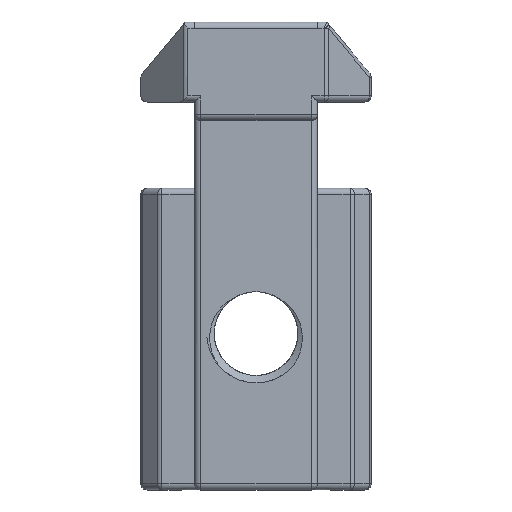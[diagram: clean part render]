
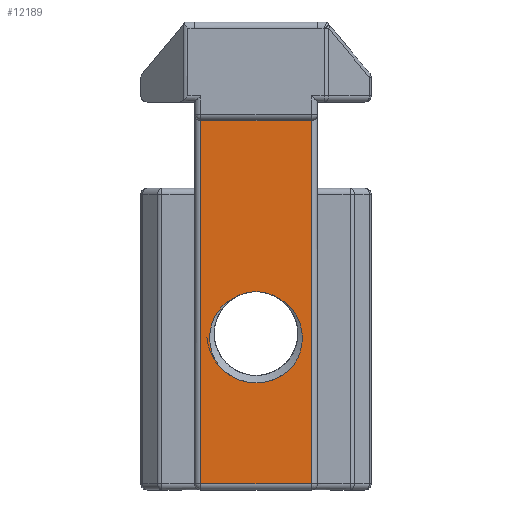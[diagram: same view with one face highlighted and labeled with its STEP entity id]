
A CAD part, front view. The second image highlights one B-rep face of the part: STEP entity #12189.
In plain terms, the highlighted planar face has unit normal (0, -1, 0).
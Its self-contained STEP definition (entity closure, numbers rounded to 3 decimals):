
#99 = CARTESIAN_POINT ( 'NONE',  ( 3.556, 0., -16.391 ) ) ;
#374 = EDGE_CURVE ( 'NONE', #8008, #1707, #10011, .T. ) ;
#700 = CARTESIAN_POINT ( 'NONE',  ( -3.336, 0., -15.898 ) ) ;
#807 = ORIENTED_EDGE ( 'NONE', *, *, #8913, .T. ) ;
#990 = EDGE_CURVE ( 'NONE', #6966, #8783, #8477, .T. ) ;
#1301 = CARTESIAN_POINT ( 'NONE',  ( 1.814, 0., -14.424 ) ) ;
#1392 = ORIENTED_EDGE ( 'NONE', *, *, #374, .T. ) ;
#1406 = CARTESIAN_POINT ( 'NONE',  ( 3.746, 0., -17.172 ) ) ;
#1527 = CARTESIAN_POINT ( 'NONE',  ( -4.5, 0., -29.5 ) ) ;
#1535 = VERTEX_POINT ( 'NONE', #5044 ) ;
#1707 = VERTEX_POINT ( 'NONE', #1879 ) ;
#1874 = CARTESIAN_POINT ( 'NONE',  ( -4.5, 0., 0. ) ) ;
#1879 = CARTESIAN_POINT ( 'NONE',  ( 4.5, 0., 0. ) ) ;
#1919 = CARTESIAN_POINT ( 'NONE',  ( -2.88, 0., -15.235 ) ) ;
#2121 = ORIENTED_EDGE ( 'NONE', *, *, #10685, .T. ) ;
#2408 = AXIS2_PLACEMENT_3D ( 'NONE', #1874, #12008, #6909 ) ;
#2480 = CARTESIAN_POINT ( 'NONE',  ( 3.758, 0., -17.979 ) ) ;
#2504 = DIRECTION ( 'NONE',  ( -1., 0., 0. ) ) ;
#2586 = ORIENTED_EDGE ( 'NONE', *, *, #990, .T. ) ;
#2732 = CARTESIAN_POINT ( 'NONE',  ( -3.283, 0., -19.515 ) ) ;
#2954 = CARTESIAN_POINT ( 'NONE',  ( -2.285, 0., -14.693 ) ) ;
#3070 = ORIENTED_EDGE ( 'NONE', *, *, #11164, .T. ) ;
#3475 = CARTESIAN_POINT ( 'NONE',  ( 3.599, 0., -18.772 ) ) ;
#3638 = CARTESIAN_POINT ( 'NONE',  ( 0., 0., -17.3 ) ) ;
#3683 = EDGE_CURVE ( 'NONE', #4222, #8961, #5969, .T. ) ;
#3743 = CARTESIAN_POINT ( 'NONE',  ( -3.599, 0., -18.77 ) ) ;
#3952 = CARTESIAN_POINT ( 'NONE',  ( -1.818, 0., -14.427 ) ) ;
#4146 = CIRCLE ( 'NONE', #6893, 3.4 ) ;
#4222 = VERTEX_POINT ( 'NONE', #6580 ) ;
#4268 = VERTEX_POINT ( 'NONE', #9910 ) ;
#4273 = CARTESIAN_POINT ( 'NONE',  ( -4.5, 0., -14.75 ) ) ;
#4323 = ORIENTED_EDGE ( 'NONE', *, *, #7096, .T. ) ;
#4454 = CARTESIAN_POINT ( 'NONE',  ( 2.281, 0., -14.69 ) ) ;
#4486 = VECTOR ( 'NONE', #2504, 1000. ) ;
#4509 = CARTESIAN_POINT ( 'NONE',  ( 3.285, 0., -19.512 ) ) ;
#4637 = ORIENTED_EDGE ( 'NONE', *, *, #6244, .T. ) ;
#4684 = DIRECTION ( 'NONE',  ( 0., 0., 1. ) ) ;
#4694 = DIRECTION ( 'NONE',  ( 0., 1., 0. ) ) ;
#4746 = CARTESIAN_POINT ( 'NONE',  ( -3.146, 0., -19.746 ) ) ;
#4955 = CARTESIAN_POINT ( 'NONE',  ( -3.758, 0., -17.983 ) ) ;
#5013 = ORIENTED_EDGE ( 'NONE', *, *, #9949, .T. ) ;
#5044 = CARTESIAN_POINT ( 'NONE',  ( -1.818, 0., -14.427 ) ) ;
#5092 = VECTOR ( 'NONE', #7331, 1000. ) ;
#5250 = VERTEX_POINT ( 'NONE', #1527 ) ;
#5410 = B_SPLINE_CURVE_WITH_KNOTS ( 'NONE', 3,
 ( #8503, #4746, #2732, #9461, #3743, #10296, #4955, #11224, #5946, #12006, #6907, #700, #7833, #1919, #8752, #2954, #9657, #3952 ),
 .UNSPECIFIED., .F., .F.,
 ( 4, 2, 2, 2, 2, 2, 2, 2, 4 ),
 ( 0., 0.001, 0.002, 0.002, 0.003, 0.004, 0.005, 0.006, 0.006 ),
 .UNSPECIFIED. ) ;
#5485 = CARTESIAN_POINT ( 'NONE',  ( 2.879, 0., -15.234 ) ) ;
#5532 = CARTESIAN_POINT ( 'NONE',  ( 2.984, 0., -19.964 ) ) ;
#5547 = FACE_OUTER_BOUND ( 'NONE', #9097, .T. ) ;
#5854 = CARTESIAN_POINT ( 'NONE',  ( 0., 0., 0. ) ) ;
#5946 = CARTESIAN_POINT ( 'NONE',  ( -3.746, 0., -17.173 ) ) ;
#5948 = PLANE ( 'NONE',  #2408 ) ;
#5969 = CIRCLE ( 'NONE', #11436, 3.4 ) ;
#6035 = ORIENTED_EDGE ( 'NONE', *, *, #3683, .T. ) ;
#6244 = EDGE_CURVE ( 'NONE', #1707, #4268, #10583, .T. ) ;
#6310 = DIRECTION ( 'NONE',  ( 0., 0., -1. ) ) ;
#6460 = CARTESIAN_POINT ( 'NONE',  ( 3.336, 0., -15.899 ) ) ;
#6481 = CARTESIAN_POINT ( 'NONE',  ( 0., 0., -29.5 ) ) ;
#6580 = CARTESIAN_POINT ( 'NONE',  ( 0., 0., -13.9 ) ) ;
#6646 = B_SPLINE_CURVE_WITH_KNOTS ( 'NONE', 3,
 ( #1301, #10824, #4454, #10852, #5485, #11662, #6460, #99, #7415, #1406, #8313, #2480, #9249, #3475, #10092, #4509, #10879, #5532 ),
 .UNSPECIFIED., .F., .F.,
 ( 4, 2, 2, 2, 2, 2, 2, 2, 4 ),
 ( 0., 0.001, 0.002, 0.002, 0.003, 0.004, 0.005, 0.006, 0.006 ),
 .UNSPECIFIED. ) ;
#6812 = DIRECTION ( 'NONE',  ( -1., 0., 0. ) ) ;
#6893 = AXIS2_PLACEMENT_3D ( 'NONE', #3638, #10219, #4684 ) ;
#6907 = CARTESIAN_POINT ( 'NONE',  ( -3.556, 0., -16.391 ) ) ;
#6909 = DIRECTION ( 'NONE',  ( 0., 0., -1. ) ) ;
#6966 = VERTEX_POINT ( 'NONE', #10616 ) ;
#7001 = CARTESIAN_POINT ( 'NONE',  ( 2.984, 0., -19.964 ) ) ;
#7096 = EDGE_CURVE ( 'NONE', #8961, #10006, #6646, .T. ) ;
#7331 = DIRECTION ( 'NONE',  ( 0., 0., 1. ) ) ;
#7393 = CARTESIAN_POINT ( 'NONE',  ( -2.984, 0., -19.964 ) ) ;
#7415 = CARTESIAN_POINT ( 'NONE',  ( 3.638, 0., -16.646 ) ) ;
#7655 = CARTESIAN_POINT ( 'NONE',  ( 4.5, 0., -14.75 ) ) ;
#7681 = CARTESIAN_POINT ( 'NONE',  ( 0., 0., -17.3 ) ) ;
#7833 = CARTESIAN_POINT ( 'NONE',  ( -3.201, 0., -15.667 ) ) ;
#8008 = VERTEX_POINT ( 'NONE', #12255 ) ;
#8282 = VECTOR ( 'NONE', #6812, 1000. ) ;
#8313 = CARTESIAN_POINT ( 'NONE',  ( 3.77, 0., -17.444 ) ) ;
#8477 = CIRCLE ( 'NONE', #12054, 4. ) ;
#8503 = CARTESIAN_POINT ( 'NONE',  ( -2.984, 0., -19.964 ) ) ;
#8599 = DIRECTION ( 'NONE',  ( 0., 0., 1. ) ) ;
#8608 = AXIS2_PLACEMENT_3D ( 'NONE', #10225, #4694, #11007 ) ;
#8610 = DIRECTION ( 'NONE',  ( 0., 1., 0. ) ) ;
#8752 = CARTESIAN_POINT ( 'NONE',  ( -2.693, 0., -15.036 ) ) ;
#8783 = VERTEX_POINT ( 'NONE', #7393 ) ;
#8845 = EDGE_CURVE ( 'NONE', #8008, #5250, #11415, .T. ) ;
#8913 = EDGE_CURVE ( 'NONE', #1535, #4222, #4146, .T. ) ;
#8961 = VERTEX_POINT ( 'NONE', #11863 ) ;
#9097 = EDGE_LOOP ( 'NONE', ( #1392, #4637, #2121, #11344 ) ) ;
#9237 = EDGE_LOOP ( 'NONE', ( #5013, #807, #6035, #4323, #3070, #2586 ) ) ;
#9249 = CARTESIAN_POINT ( 'NONE',  ( 3.723, 0., -18.247 ) ) ;
#9461 = CARTESIAN_POINT ( 'NONE',  ( -3.51, 0., -19.028 ) ) ;
#9657 = CARTESIAN_POINT ( 'NONE',  ( -2.061, 0., -14.547 ) ) ;
#9866 = FACE_BOUND ( 'NONE', #9237, .T. ) ;
#9910 = CARTESIAN_POINT ( 'NONE',  ( -4.5, 0., 0. ) ) ;
#9949 = EDGE_CURVE ( 'NONE', #8783, #1535, #5410, .T. ) ;
#10006 = VERTEX_POINT ( 'NONE', #7001 ) ;
#10011 = LINE ( 'NONE', #7655, #5092 ) ;
#10092 = CARTESIAN_POINT ( 'NONE',  ( 3.511, 0., -19.025 ) ) ;
#10219 = DIRECTION ( 'NONE',  ( 0., 1., 0. ) ) ;
#10225 = CARTESIAN_POINT ( 'NONE',  ( 0., 0., -17.3 ) ) ;
#10296 = CARTESIAN_POINT ( 'NONE',  ( -3.723, 0., -18.248 ) ) ;
#10583 = LINE ( 'NONE', #5854, #8282 ) ;
#10616 = CARTESIAN_POINT ( 'NONE',  ( 0., 0., -21.3 ) ) ;
#10685 = EDGE_CURVE ( 'NONE', #4268, #5250, #10771, .T. ) ;
#10771 = LINE ( 'NONE', #4273, #11011 ) ;
#10824 = CARTESIAN_POINT ( 'NONE',  ( 2.057, 0., -14.544 ) ) ;
#10852 = CARTESIAN_POINT ( 'NONE',  ( 2.692, 0., -15.034 ) ) ;
#10879 = CARTESIAN_POINT ( 'NONE',  ( 3.146, 0., -19.746 ) ) ;
#11007 = DIRECTION ( 'NONE',  ( 0., 0., 1. ) ) ;
#11011 = VECTOR ( 'NONE', #6310, 1000. ) ;
#11164 = EDGE_CURVE ( 'NONE', #10006, #6966, #11519, .T. ) ;
#11224 = CARTESIAN_POINT ( 'NONE',  ( -3.77, 0., -17.443 ) ) ;
#11344 = ORIENTED_EDGE ( 'NONE', *, *, #8845, .F. ) ;
#11415 = LINE ( 'NONE', #6481, #4486 ) ;
#11436 = AXIS2_PLACEMENT_3D ( 'NONE', #11554, #11555, #11565 ) ;
#11519 = CIRCLE ( 'NONE', #8608, 4. ) ;
#11554 = CARTESIAN_POINT ( 'NONE',  ( 0., 0., -17.3 ) ) ;
#11555 = DIRECTION ( 'NONE',  ( 0., 1., 0. ) ) ;
#11565 = DIRECTION ( 'NONE',  ( 0., 0., 1. ) ) ;
#11662 = CARTESIAN_POINT ( 'NONE',  ( 3.199, 0., -15.664 ) ) ;
#11863 = CARTESIAN_POINT ( 'NONE',  ( 1.814, 0., -14.424 ) ) ;
#12006 = CARTESIAN_POINT ( 'NONE',  ( -3.639, 0., -16.649 ) ) ;
#12008 = DIRECTION ( 'NONE',  ( 0., -1., 0. ) ) ;
#12054 = AXIS2_PLACEMENT_3D ( 'NONE', #7681, #8610, #8599 ) ;
#12189 = ADVANCED_FACE ( 'NONE', ( #9866, #5547 ), #5948, .T. ) ;
#12255 = CARTESIAN_POINT ( 'NONE',  ( 4.5, 0., -29.5 ) ) ;
